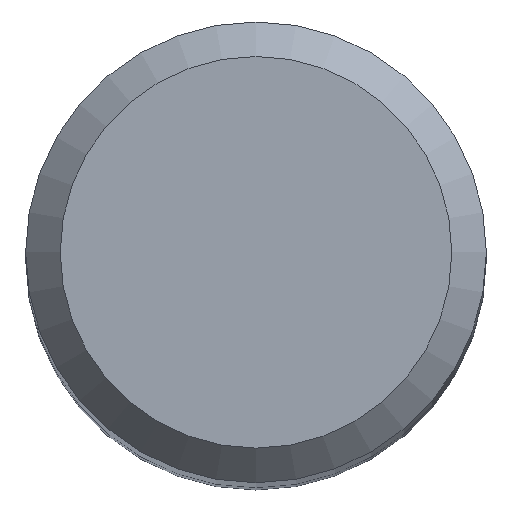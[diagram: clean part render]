
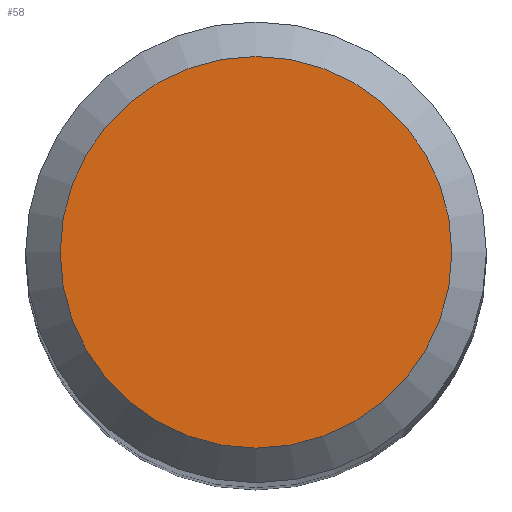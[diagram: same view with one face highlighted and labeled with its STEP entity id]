
A CAD part, top view. The second image highlights one B-rep face of the part: STEP entity #58.
In plain terms, the highlighted planar face has unit normal (0, 0, 1).
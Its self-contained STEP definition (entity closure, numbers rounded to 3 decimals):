
#43=PLANE('',#197);
#50=FACE_OUTER_BOUND('',#84,.T.);
#58=ADVANCED_FACE('',(#50),#43,.F.);
#71=CIRCLE('',#196,3.4);
#84=EDGE_LOOP('',(#109));
#109=ORIENTED_EDGE('',*,*,#140,.T.);
#131=VERTEX_POINT('',#288);
#140=EDGE_CURVE('',#131,#131,#71,.T.);
#196=AXIS2_PLACEMENT_3D('',#287,#228,#229);
#197=AXIS2_PLACEMENT_3D('',#289,#230,#231);
#228=DIRECTION('',(0.,0.,1.));
#229=DIRECTION('',(-1.,0.,0.));
#230=DIRECTION('',(0.,0.,-1.));
#231=DIRECTION('',(-1.,0.,0.));
#287=CARTESIAN_POINT('',(0.,0.,0.));
#288=CARTESIAN_POINT('',(-3.4,0.,0.));
#289=CARTESIAN_POINT('',(0.,4.,0.));
